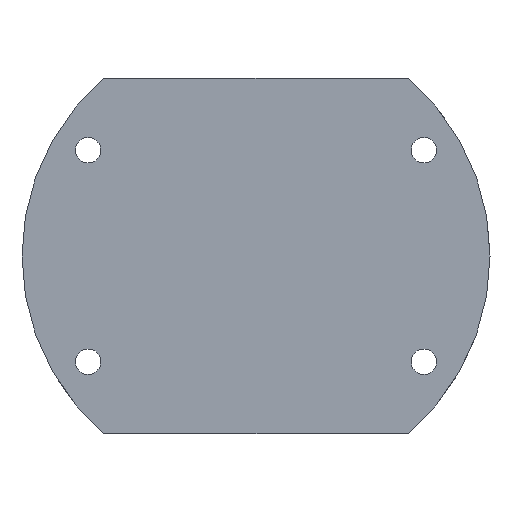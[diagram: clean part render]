
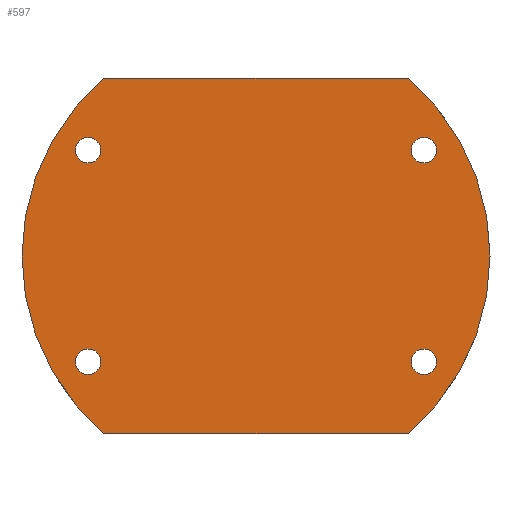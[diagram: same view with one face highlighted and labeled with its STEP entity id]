
A CAD part, front view. The second image highlights one B-rep face of the part: STEP entity #597.
In plain terms, the highlighted planar face has unit normal (0, -1, 0).
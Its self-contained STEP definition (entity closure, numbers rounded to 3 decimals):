
#27=FACE_BOUND('',#108,.T.);
#28=FACE_BOUND('',#109,.T.);
#29=FACE_BOUND('',#110,.T.);
#30=FACE_BOUND('',#111,.T.);
#41=PLANE('',#679);
#70=FACE_OUTER_BOUND('',#107,.T.);
#107=EDGE_LOOP('',(#520,#521,#522,#523));
#108=EDGE_LOOP('',(#524));
#109=EDGE_LOOP('',(#525));
#110=EDGE_LOOP('',(#526));
#111=EDGE_LOOP('',(#527));
#140=LINE('',#1254,#171);
#141=LINE('',#1256,#172);
#171=VECTOR('',#822,10.);
#172=VECTOR('',#825,10.);
#185=CIRCLE('',#625,2.15);
#189=CIRCLE('',#632,2.15);
#193=CIRCLE('',#639,2.15);
#198=CIRCLE('',#647,2.15);
#200=CIRCLE('',#650,39.5);
#204=CIRCLE('',#655,39.5);
#240=VERTEX_POINT('',#896);
#246=VERTEX_POINT('',#937);
#252=VERTEX_POINT('',#978);
#258=VERTEX_POINT('',#1018);
#260=VERTEX_POINT('',#1024);
#261=VERTEX_POINT('',#1043);
#264=VERTEX_POINT('',#1069);
#265=VERTEX_POINT('',#1088);
#300=EDGE_CURVE('',#240,#240,#185,.T.);
#308=EDGE_CURVE('',#246,#246,#189,.T.);
#316=EDGE_CURVE('',#252,#252,#193,.T.);
#324=EDGE_CURVE('',#258,#258,#198,.T.);
#327=EDGE_CURVE('',#261,#260,#200,.T.);
#333=EDGE_CURVE('',#265,#264,#204,.T.);
#366=EDGE_CURVE('',#260,#265,#140,.T.);
#367=EDGE_CURVE('',#264,#261,#141,.T.);
#520=ORIENTED_EDGE('',*,*,#366,.T.);
#521=ORIENTED_EDGE('',*,*,#333,.T.);
#522=ORIENTED_EDGE('',*,*,#367,.T.);
#523=ORIENTED_EDGE('',*,*,#327,.T.);
#524=ORIENTED_EDGE('',*,*,#300,.T.);
#525=ORIENTED_EDGE('',*,*,#308,.T.);
#526=ORIENTED_EDGE('',*,*,#316,.T.);
#527=ORIENTED_EDGE('',*,*,#324,.T.);
#597=ADVANCED_FACE('',(#70,#27,#28,#29,#30),#41,.T.);
#625=AXIS2_PLACEMENT_3D('',#898,#705,#706);
#632=AXIS2_PLACEMENT_3D('',#939,#721,#722);
#639=AXIS2_PLACEMENT_3D('',#980,#737,#738);
#647=AXIS2_PLACEMENT_3D('',#1020,#755,#756);
#650=AXIS2_PLACEMENT_3D('',#1044,#761,#762);
#655=AXIS2_PLACEMENT_3D('',#1089,#771,#772);
#679=AXIS2_PLACEMENT_3D('',#1265,#836,#837);
#705=DIRECTION('center_axis',(0.,1.,0.));
#706=DIRECTION('ref_axis',(1.,0.,0.));
#721=DIRECTION('center_axis',(0.,1.,0.));
#722=DIRECTION('ref_axis',(1.,0.,0.));
#737=DIRECTION('center_axis',(0.,1.,0.));
#738=DIRECTION('ref_axis',(1.,0.,0.));
#755=DIRECTION('center_axis',(0.,1.,0.));
#756=DIRECTION('ref_axis',(1.,0.,0.));
#761=DIRECTION('center_axis',(0.,-1.,0.));
#762=DIRECTION('ref_axis',(-0.651,0.,0.759));
#771=DIRECTION('center_axis',(0.,-1.,0.));
#772=DIRECTION('ref_axis',(0.651,0.,-0.759));
#822=DIRECTION('',(1.,0.,0.));
#825=DIRECTION('',(-1.,0.,0.));
#836=DIRECTION('center_axis',(0.,-1.,0.));
#837=DIRECTION('ref_axis',(1.,0.,0.));
#896=CARTESIAN_POINT('',(25.851,-32.471,25.245));
#898=CARTESIAN_POINT('Origin',(28.001,-32.471,25.245));
#937=CARTESIAN_POINT('',(-30.839,-32.471,-10.465));
#939=CARTESIAN_POINT('Origin',(-28.689,-32.471,-10.465));
#978=CARTESIAN_POINT('',(-30.839,-32.471,25.245));
#980=CARTESIAN_POINT('Origin',(-28.689,-32.471,25.245));
#1018=CARTESIAN_POINT('',(25.851,-32.471,-10.465));
#1020=CARTESIAN_POINT('Origin',(28.001,-32.471,-10.465));
#1024=CARTESIAN_POINT('',(-26.039,-32.471,-22.61));
#1043=CARTESIAN_POINT('',(-26.039,-32.471,37.39));
#1044=CARTESIAN_POINT('Origin',(-0.344,-32.471,7.39));
#1069=CARTESIAN_POINT('',(25.352,-32.471,37.39));
#1088=CARTESIAN_POINT('',(25.352,-32.471,-22.61));
#1089=CARTESIAN_POINT('Origin',(-0.344,-32.471,7.39));
#1254=CARTESIAN_POINT('',(-26.039,-32.471,-22.61));
#1256=CARTESIAN_POINT('',(25.352,-32.471,37.39));
#1265=CARTESIAN_POINT('Origin',(-22.92,-32.471,0.));
